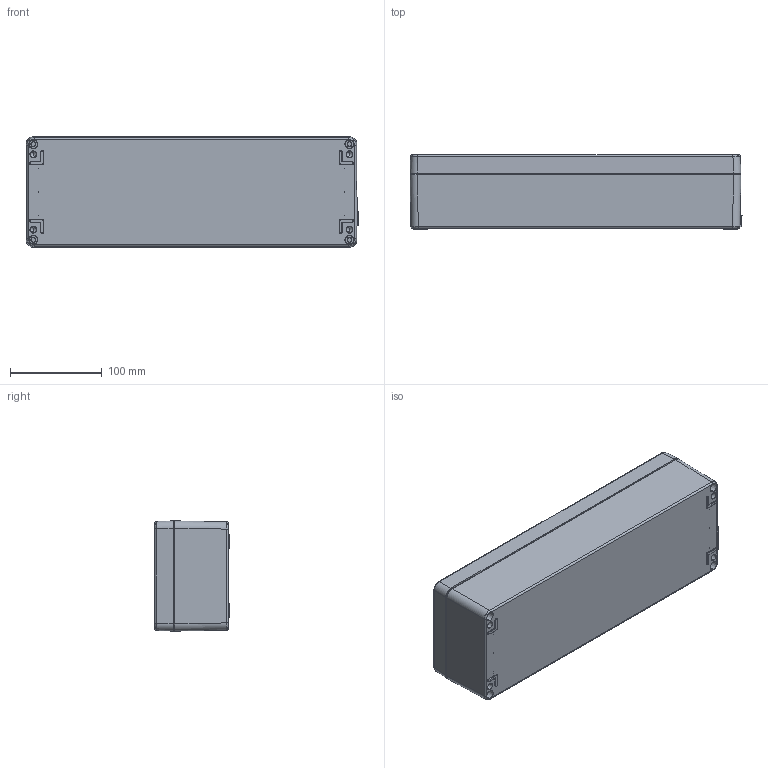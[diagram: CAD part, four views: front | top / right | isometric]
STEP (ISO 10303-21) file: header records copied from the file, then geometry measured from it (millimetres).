
FILE_DESCRIPTION (( 'STEP AP214' ), '1' );
FILE_NAME ('25123608.STEP', '2012-06-14T06:06:23', ( ' ' ), ( '' ), 'SwSTEP 2.0', 'SolidWorks 2011', '' );
FILE_SCHEMA (( 'AUTOMOTIVE_DESIGN' ));
Length unit declared in the file: millimetre
Products named in the file (10): 92441; 83171; 95947; 92081; 01123608_Ex Ausführung; 82014; 93134; 02153; 01153; 25123608
Assembly tree (12 placements, depth 3):
  25123608
    01123608_Ex Ausführung
      93134  x4
      02153
      82014
      01153
    83171
    92441
    92081
    95947
Bounding box: 361.23 x 81 x 120 mm (x, y, z)
Volume: 723643.8 mm3; surface area: 337953.6 mm2
Topology: 11 solids, 11 shells, 862 faces, 2125 edges, 1307 vertices
Faces by surface type: plane 304, cylinder 208, bspline 160, cone 154, torus 36
Entity records: 30927 total; most frequent: CARTESIAN_POINT 13579, ORIENTED_EDGE 3730, DIRECTION 3205, EDGE_CURVE 1865, VERTEX_POINT 1157, AXIS2_PLACEMENT_3D 1147, VECTOR 911, LINE 911
